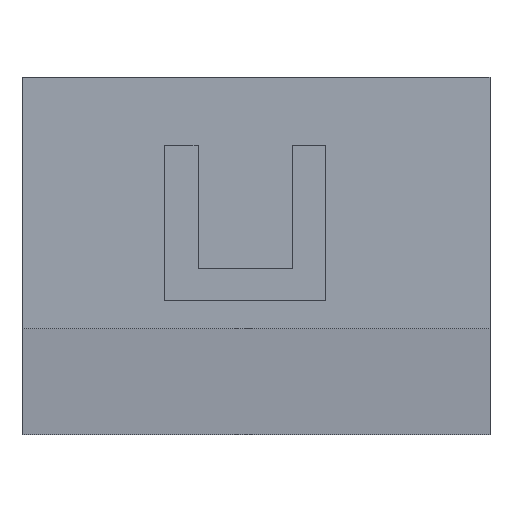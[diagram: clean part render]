
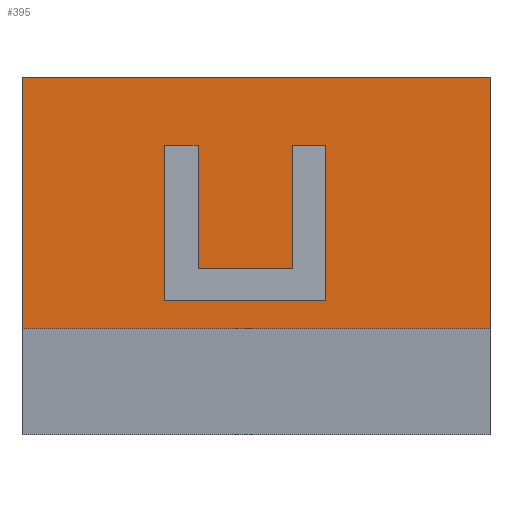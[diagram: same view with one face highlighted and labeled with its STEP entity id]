
A CAD part, front view. The second image highlights one B-rep face of the part: STEP entity #395.
In plain terms, the highlighted planar face has unit normal (0, -1, 0).
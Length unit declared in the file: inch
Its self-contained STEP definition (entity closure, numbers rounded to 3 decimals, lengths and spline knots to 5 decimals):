
#40 = VERTEX_POINT ( 'NONE', #126 ) ;
#41 = DIRECTION ( 'NONE',  ( 1., 0., 0. ) ) ;
#55 = CARTESIAN_POINT ( 'NONE',  ( 0.12375, -0.057, 0.196 ) ) ;
#60 = CARTESIAN_POINT ( 'NONE',  ( 0.065, -0.057, -0.0215 ) ) ;
#66 = DIRECTION ( 'NONE',  ( 0., 1., 0. ) ) ;
#68 = VERTEX_POINT ( 'NONE', #747 ) ;
#72 = EDGE_CURVE ( 'NONE', #40, #68, #1118, .T. ) ;
#76 = VECTOR ( 'NONE', #1012, 39.37008 ) ;
#77 = CARTESIAN_POINT ( 'NONE',  ( -0.16125, -0.057, -0.079 ) ) ;
#92 = VECTOR ( 'NONE', #621, 39.37008 ) ;
#101 = CARTESIAN_POINT ( 'NONE',  ( 0.12375, -0.057, -0.079 ) ) ;
#103 = EDGE_CURVE ( 'NONE', #406, #380, #893, .T. ) ;
#115 = DIRECTION ( 'NONE',  ( 1., 0., 0. ) ) ;
#126 = CARTESIAN_POINT ( 'NONE',  ( -0.1025, -0.057, -0.0215 ) ) ;
#141 = EDGE_CURVE ( 'NONE', #371, #662, #439, .T. ) ;
#181 = CARTESIAN_POINT ( 'NONE',  ( 0.41375, -0.057, 0.3165 ) ) ;
#186 = VECTOR ( 'NONE', #115, 39.37008 ) ;
#196 = CARTESIAN_POINT ( 'NONE',  ( 0.41375, -0.057, -0.3165 ) ) ;
#216 = LINE ( 'NONE', #576, #76 ) ;
#220 = CARTESIAN_POINT ( 'NONE',  ( -0.41375, -0.057, -0.1285 ) ) ;
#240 = VECTOR ( 'NONE', #716, 39.37008 ) ;
#267 = EDGE_CURVE ( 'NONE', #425, #672, #573, .T. ) ;
#279 = CARTESIAN_POINT ( 'NONE',  ( 0.065, -0.057, 0.196 ) ) ;
#282 = LINE ( 'NONE', #377, #240 ) ;
#289 = VECTOR ( 'NONE', #41, 39.37008 ) ;
#301 = CARTESIAN_POINT ( 'NONE',  ( 0.065, -0.057, -0.0215 ) ) ;
#309 = DIRECTION ( 'NONE',  ( 0., 0., 1. ) ) ;
#321 = DIRECTION ( 'NONE',  ( 0., 0., 1. ) ) ;
#367 = EDGE_LOOP ( 'NONE', ( #1042, #737, #607, #1069 ) ) ;
#371 = VERTEX_POINT ( 'NONE', #1131 ) ;
#377 = CARTESIAN_POINT ( 'NONE',  ( -0.16125, -0.057, 0.196 ) ) ;
#380 = VERTEX_POINT ( 'NONE', #862 ) ;
#395 = ADVANCED_FACE ( 'NONE', ( #597, #1139 ), #760, .F. ) ;
#400 = CARTESIAN_POINT ( 'NONE',  ( -0.16125, -0.057, -0.079 ) ) ;
#406 = VERTEX_POINT ( 'NONE', #55 ) ;
#415 = VECTOR ( 'NONE', #309, 39.37008 ) ;
#416 = VECTOR ( 'NONE', #1097, 39.37008 ) ;
#425 = VERTEX_POINT ( 'NONE', #77 ) ;
#439 = LINE ( 'NONE', #631, #1116 ) ;
#463 = VERTEX_POINT ( 'NONE', #969 ) ;
#476 = EDGE_CURVE ( 'NONE', #662, #497, #623, .T. ) ;
#480 = ORIENTED_EDGE ( 'NONE', *, *, #733, .F. ) ;
#485 = ORIENTED_EDGE ( 'NONE', *, *, #941, .F. ) ;
#497 = VERTEX_POINT ( 'NONE', #181 ) ;
#515 = LINE ( 'NONE', #786, #92 ) ;
#549 = ORIENTED_EDGE ( 'NONE', *, *, #267, .F. ) ;
#573 = LINE ( 'NONE', #400, #186 ) ;
#576 = CARTESIAN_POINT ( 'NONE',  ( 0.12375, -0.057, 0.196 ) ) ;
#582 = EDGE_CURVE ( 'NONE', #593, #40, #928, .T. ) ;
#593 = VERTEX_POINT ( 'NONE', #301 ) ;
#597 = FACE_OUTER_BOUND ( 'NONE', #367, .T. ) ;
#598 = EDGE_LOOP ( 'NONE', ( #643, #549, #613, #485, #1105, #948, #480, #810 ) ) ;
#607 = ORIENTED_EDGE ( 'NONE', *, *, #951, .F. ) ;
#613 = ORIENTED_EDGE ( 'NONE', *, *, #809, .F. ) ;
#621 = DIRECTION ( 'NONE',  ( 0., 0., -1. ) ) ;
#623 = LINE ( 'NONE', #799, #1117 ) ;
#631 = CARTESIAN_POINT ( 'NONE',  ( -0.41375, -0.057, -0.3165 ) ) ;
#643 = ORIENTED_EDGE ( 'NONE', *, *, #660, .F. ) ;
#644 = CARTESIAN_POINT ( 'NONE',  ( -0.1025, -0.057, -0.0215 ) ) ;
#660 = EDGE_CURVE ( 'NONE', #672, #406, #216, .T. ) ;
#662 = VERTEX_POINT ( 'NONE', #932 ) ;
#666 = CARTESIAN_POINT ( 'NONE',  ( -0.1025, -0.057, 0.196 ) ) ;
#669 = DIRECTION ( 'NONE',  ( 0., 0., -1. ) ) ;
#672 = VERTEX_POINT ( 'NONE', #101 ) ;
#677 = VECTOR ( 'NONE', #721, 39.37008 ) ;
#682 = CARTESIAN_POINT ( 'NONE',  ( 0.41375, -0.057, -0.1285 ) ) ;
#687 = EDGE_CURVE ( 'NONE', #371, #761, #1030, .T. ) ;
#706 = DIRECTION ( 'NONE',  ( -1., 0., 0. ) ) ;
#716 = DIRECTION ( 'NONE',  ( -1., 0., 0. ) ) ;
#721 = DIRECTION ( 'NONE',  ( 0., 0., -1. ) ) ;
#733 = EDGE_CURVE ( 'NONE', #380, #593, #857, .T. ) ;
#737 = ORIENTED_EDGE ( 'NONE', *, *, #687, .T. ) ;
#747 = CARTESIAN_POINT ( 'NONE',  ( -0.1025, -0.057, 0.196 ) ) ;
#760 = PLANE ( 'NONE',  #1075 ) ;
#761 = VERTEX_POINT ( 'NONE', #682 ) ;
#779 = DIRECTION ( 'NONE',  ( 1., 0., 0. ) ) ;
#786 = CARTESIAN_POINT ( 'NONE',  ( -0.16125, -0.057, 0.196 ) ) ;
#799 = CARTESIAN_POINT ( 'NONE',  ( -0.41375, -0.057, 0.3165 ) ) ;
#809 = EDGE_CURVE ( 'NONE', #463, #425, #515, .T. ) ;
#810 = ORIENTED_EDGE ( 'NONE', *, *, #103, .F. ) ;
#857 = LINE ( 'NONE', #60, #1057 ) ;
#862 = CARTESIAN_POINT ( 'NONE',  ( 0.065, -0.057, 0.196 ) ) ;
#866 = CARTESIAN_POINT ( 'NONE',  ( 0., -0.057, 0. ) ) ;
#893 = LINE ( 'NONE', #279, #1098 ) ;
#928 = LINE ( 'NONE', #644, #416 ) ;
#932 = CARTESIAN_POINT ( 'NONE',  ( -0.41375, -0.057, 0.3165 ) ) ;
#941 = EDGE_CURVE ( 'NONE', #68, #463, #282, .T. ) ;
#948 = ORIENTED_EDGE ( 'NONE', *, *, #582, .F. ) ;
#951 = EDGE_CURVE ( 'NONE', #497, #761, #1088, .T. ) ;
#969 = CARTESIAN_POINT ( 'NONE',  ( -0.16125, -0.057, 0.196 ) ) ;
#985 = DIRECTION ( 'NONE',  ( 0., 0., 1. ) ) ;
#1012 = DIRECTION ( 'NONE',  ( 0., 0., 1. ) ) ;
#1030 = LINE ( 'NONE', #220, #289 ) ;
#1042 = ORIENTED_EDGE ( 'NONE', *, *, #141, .F. ) ;
#1057 = VECTOR ( 'NONE', #669, 39.37008 ) ;
#1069 = ORIENTED_EDGE ( 'NONE', *, *, #476, .F. ) ;
#1075 = AXIS2_PLACEMENT_3D ( 'NONE', #866, #66, #321 ) ;
#1088 = LINE ( 'NONE', #196, #677 ) ;
#1097 = DIRECTION ( 'NONE',  ( -1., 0., 0. ) ) ;
#1098 = VECTOR ( 'NONE', #706, 39.37008 ) ;
#1105 = ORIENTED_EDGE ( 'NONE', *, *, #72, .F. ) ;
#1116 = VECTOR ( 'NONE', #985, 39.37008 ) ;
#1117 = VECTOR ( 'NONE', #779, 39.37008 ) ;
#1118 = LINE ( 'NONE', #666, #415 ) ;
#1131 = CARTESIAN_POINT ( 'NONE',  ( -0.41375, -0.057, -0.1285 ) ) ;
#1139 = FACE_BOUND ( 'NONE', #598, .T. ) ;
